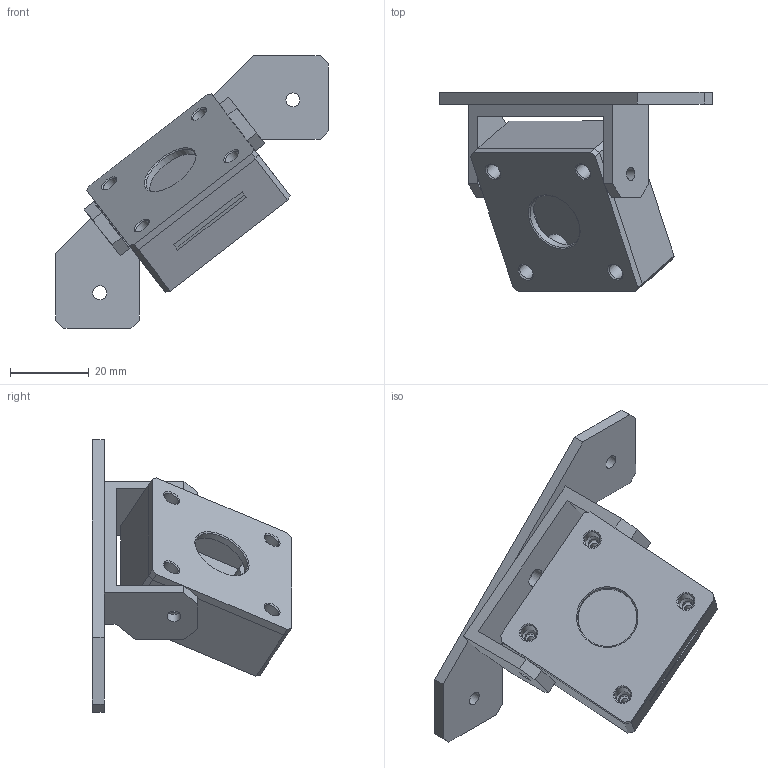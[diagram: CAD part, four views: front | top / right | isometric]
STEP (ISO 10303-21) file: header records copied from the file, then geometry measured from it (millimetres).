
FILE_DESCRIPTION(/* description */ (''),/* implementation_level */ '2;1');
FILE_NAME(/* name */ 'Rpi Arducam Lens Board OV5647.step',/* time_stamp */ '2023-03-18T11:11:49-07:00',/* author */ (''),/* organization */ (''),/* preprocessor_version */ 'ST-DEVELOPER v19.2',/* originating_system */ 'Autodesk Translation Framework v11.17.0.187',/* authorisation */ '');
FILE_SCHEMA (('AUTOMOTIVE_DESIGN { 1 0 10303 214 3 1 1 }'));
Length unit declared in the file: millimetre
Products named in the file (5): Pi cam 2 w/lens corner mount; Component1; Component2; Component4; Corner Bracket
Assembly tree (4 placements, depth 2):
  Pi cam 2 w/lens corner mount
    Component1
    Component2
    Component4
    Corner Bracket
Bounding box: 69.21 x 50.53 x 69.21 mm (x, y, z)
Volume: 18464 mm3; surface area: 19594.9 mm2
Topology: 4 solids, 4 shells, 127 faces, 310 edges, 202 vertices
Faces by surface type: plane 85, cylinder 29, cone 13
Full cylindrical faces by diameter (mm): 1.95 x4, 2.7 x4, 2.8 x2, 3.4 x2, 3.5 x2, 3.55 x1, 4 x4, 4.7 x1, 6 x8, 15 x1
Entity records: 3939 total; most frequent: DIRECTION 661, CARTESIAN_POINT 648, ORIENTED_EDGE 620, EDGE_CURVE 310, LINE 231, VECTOR 231, AXIS2_PLACEMENT_3D 215, VERTEX_POINT 202
